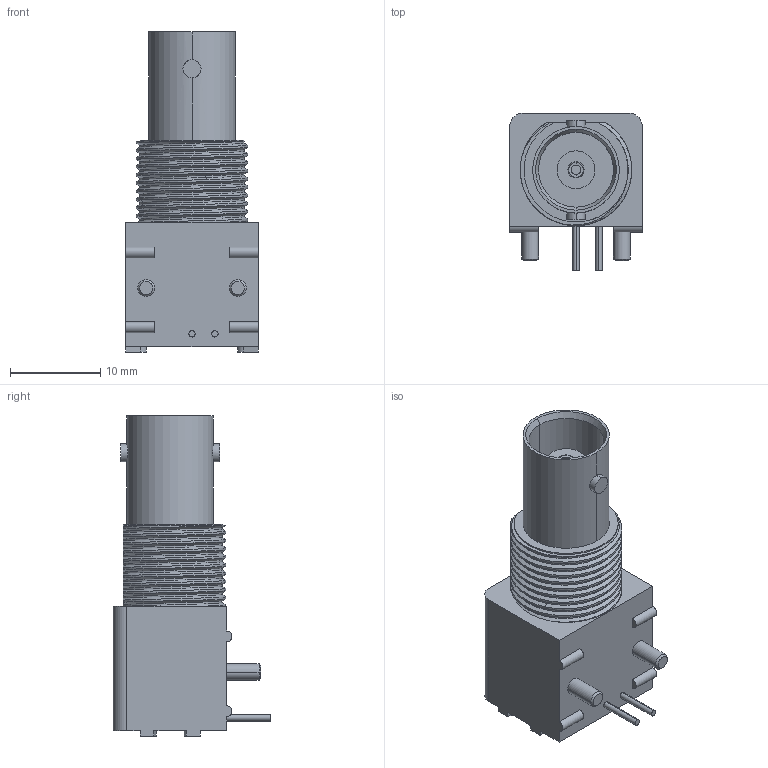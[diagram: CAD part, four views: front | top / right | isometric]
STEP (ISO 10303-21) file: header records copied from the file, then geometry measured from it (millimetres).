
FILE_DESCRIPTION((''),'2;1');
FILE_NAME('C-1-1337542-0','2017-01-24T',('workeradm'),('Tyco Electronics Ltd.'),'CREO PARAMETRIC BY PTC INC, 2016050','CREO PARAMETRIC BY PTC INC, 2016050','');
FILE_SCHEMA(('AUTOMOTIVE_DESIGN { 1 0 10303 214 1 1 1 1 }'));
Length unit declared in the file: millimetre
Products named in the file (1): C-1-1337542-0
Bounding box: 14.7 x 17.46 x 35.5 mm (x, y, z)
Volume: 4047.5 mm3; surface area: 2344.4 mm2
Topology: 1 solids, 1 shells, 131 faces, 338 edges, 218 vertices
Faces by surface type: cylinder 42, bspline 42, plane 35, cone 12
Entity records: 10914 total; most frequent: CARTESIAN_POINT 7817, ORIENTED_EDGE 676, DIRECTION 482, EDGE_CURVE 338, VERTEX_POINT 218, AXIS2_PLACEMENT_3D 161, VECTOR 160, LINE 160
